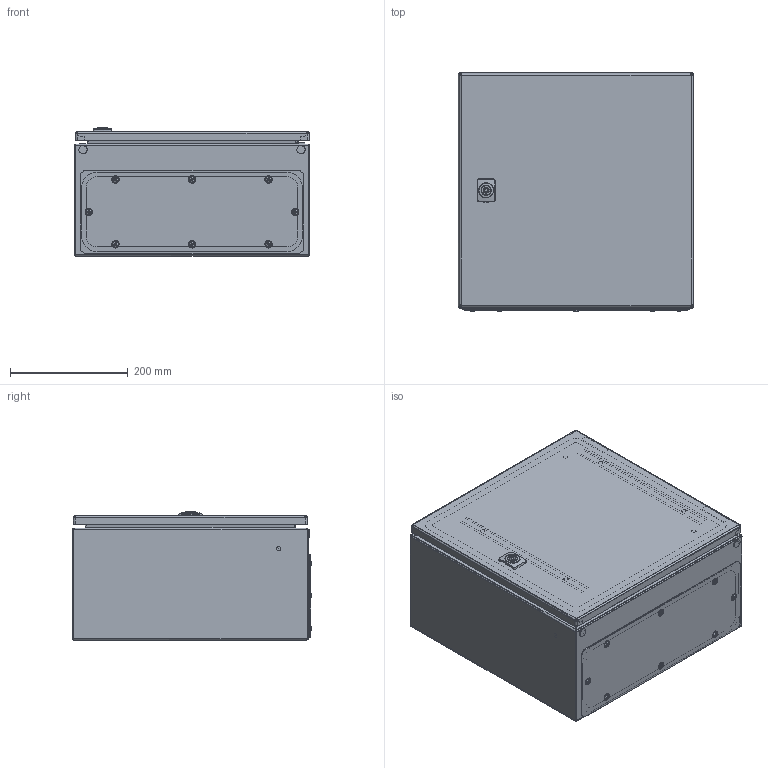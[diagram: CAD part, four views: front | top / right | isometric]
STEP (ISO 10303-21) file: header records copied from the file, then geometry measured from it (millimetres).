
FILE_DESCRIPTION (( 'STEP AP203' ), '1' );
FILE_NAME ('A-1000.step', '2009-09-28T08:57:23', ( '' ), ( '' ), 'SwSTEP 2.0', 'SolidWorks 2007', '' );
FILE_SCHEMA (( 'CONFIG_CONTROL_DESIGN' ));
Products named in the file (39): ENG-000872_ohne Deckelteil; ENG-005950_6mm; ENG-000963_M5 X 0.8 (6MM LONG); ENG-000872_ohne Deckteil, Stift gedreht; ENG-000929_LS-294; ENG-000754_03B30-005; ENG-000098_M6; ENG-000129_SV-5326 (90Grad gedr.); ENG-000125_Standard; ENG-000127_Standard; ENG-000126_Standard; ENG-000128_Standard; 10042007081850_Standard; A-1000; ENG-001739_DIN 7983 4,8 x 9,5; ENG-000876_DIN 934 M8; ENG-000884_M8; ENG-001403_03B10-005; ENG-00045A_Normal; 060620061404_03U10-005; ENG-000138_M8x25; A-GEH_USE_VH_03E10-005-01 A-1000; ENG-000268_509; ENGB-000201_510; ENG-001755_1242; ENG-001754_132; ENG-000732_03E20-005-01; 040520061108_03U30-005; ENG-000138_M6x20; ENG-000806_03E31-005-01; ENG-000169_508; ENG-000020_Standard; ENG-000093_Standard; ENG-000021_Standard; ENG-000092_Standard; 1000-160-1_Standard; 040520061415_400 x 400; ENG-001424_03B00-000; ENG-000928_03E00-000-01
Assembly tree (83 placements, depth 6):
  A-1000
    ENG-001739_DIN 7983 4,8 x 9,5  x8
    ENG-001403_03B10-005
      ENG-001755_1242  x4
      ENG-005950_6mm  x4
        ENG-00045A_Normal
        ENG-000963_M5 X 0.8 (6MM LONG)
      ENG-000872_ohne Deckteil, Stift gedreht
        ENGB-000201_510
        ENG-000268_509
      ENG-001754_132  x2
      060620061404_03U10-005
        ENG-000138_M8x25  x4
        A-GEH_USE_VH_03E10-005-01 A-1000
        ENG-000138_M6x20  x2
      ENG-000872_ohne Deckelteil
        ENGB-000201_510
        ENG-000268_509
    ENG-000884_M8  x8
    ENG-000876_DIN 934 M8  x8
    ENG-001424_03B00-000
      ENG-000928_03E00-000-01
      10042007081850_Standard
    ENG-000732_03E20-005-01
    ENG-000754_03B30-005
      ENG-000098_M6  x4
      040520061108_03U30-005
        ENG-000138_M6x20  x6
        ENG-000169_508  x2
        ENG-000806_03E31-005-01
      ENG-000929_LS-294  x2
      040520061415_400 x 400
      ENG-000129_SV-5326 (90Grad gedr.)
        1000-160-1_Standard
        ENG-000126_Standard
        ENG-000127_Standard
        ENG-000125_Standard
          ENG-000020_Standard
          ENG-000093_Standard
            ENG-000021_Standard
            ENG-000092_Standard
        ENG-000128_Standard
Bounding box: 400 x 405.47 x 217.49 mm (x, y, z)
Volume: 1573062.8 mm3; surface area: 1868853.9 mm2
Topology: 75 solids, 75 shells, 1957 faces, 4762 edges, 2986 vertices
Faces by surface type: plane 843, cylinder 523, cone 306, bspline 176, torus 85, sphere 24
Entity records: 44964 total; most frequent: CARTESIAN_POINT 14687, ORIENTED_EDGE 5248, DIRECTION 5126, EDGE_CURVE 2624, AXIS2_PLACEMENT_3D 1929, VERTEX_POINT 1648, VECTOR 1268, LINE 1268
